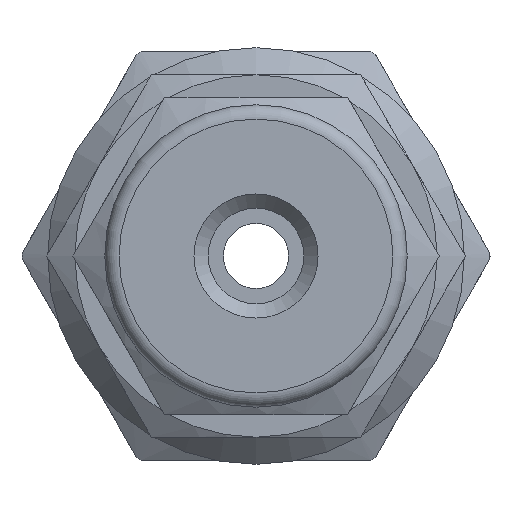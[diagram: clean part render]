
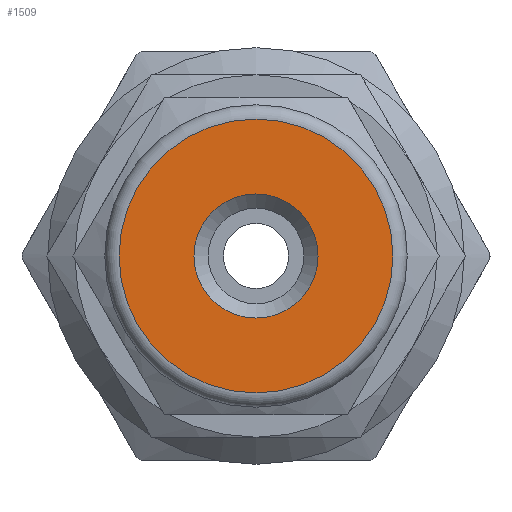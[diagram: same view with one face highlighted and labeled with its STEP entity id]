
A CAD part, left-side view. The second image highlights one B-rep face of the part: STEP entity #1509.
In plain terms, the highlighted planar face has unit normal (-1, 0, 0).
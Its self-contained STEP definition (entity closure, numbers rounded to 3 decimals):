
#18=FACE_BOUND('',#349,.T.);
#96=CIRCLE('',#1676,2.175);
#97=CIRCLE('',#1678,4.8);
#244=FACE_OUTER_BOUND('',#348,.T.);
#348=EDGE_LOOP('',(#1214));
#349=EDGE_LOOP('',(#1215));
#695=VERTEX_POINT('',#2680);
#696=VERTEX_POINT('',#2684);
#889=EDGE_CURVE('',#695,#695,#96,.T.);
#890=EDGE_CURVE('',#696,#696,#97,.T.);
#1214=ORIENTED_EDGE('',*,*,#890,.F.);
#1215=ORIENTED_EDGE('',*,*,#889,.T.);
#1437=PLANE('',#1677);
#1509=ADVANCED_FACE('',(#244,#18),#1437,.T.);
#1676=AXIS2_PLACEMENT_3D('',#2682,#2007,#2008);
#1677=AXIS2_PLACEMENT_3D('',#2683,#2009,#2010);
#1678=AXIS2_PLACEMENT_3D('',#2685,#2011,#2012);
#2007=DIRECTION('center_axis',(1.,0.,0.));
#2008=DIRECTION('ref_axis',(0.,0.,-1.));
#2009=DIRECTION('center_axis',(-1.,0.,0.));
#2010=DIRECTION('ref_axis',(0.,0.,1.));
#2011=DIRECTION('center_axis',(1.,0.,0.));
#2012=DIRECTION('ref_axis',(0.,0.,-1.));
#2680=CARTESIAN_POINT('',(0.,-2.175,0.));
#2682=CARTESIAN_POINT('Origin',(0.,0.,
0.));
#2683=CARTESIAN_POINT('Origin',(0.,4.8,0.));
#2684=CARTESIAN_POINT('',(0.,0.,4.8));
#2685=CARTESIAN_POINT('Origin',(0.,0.,
0.));
